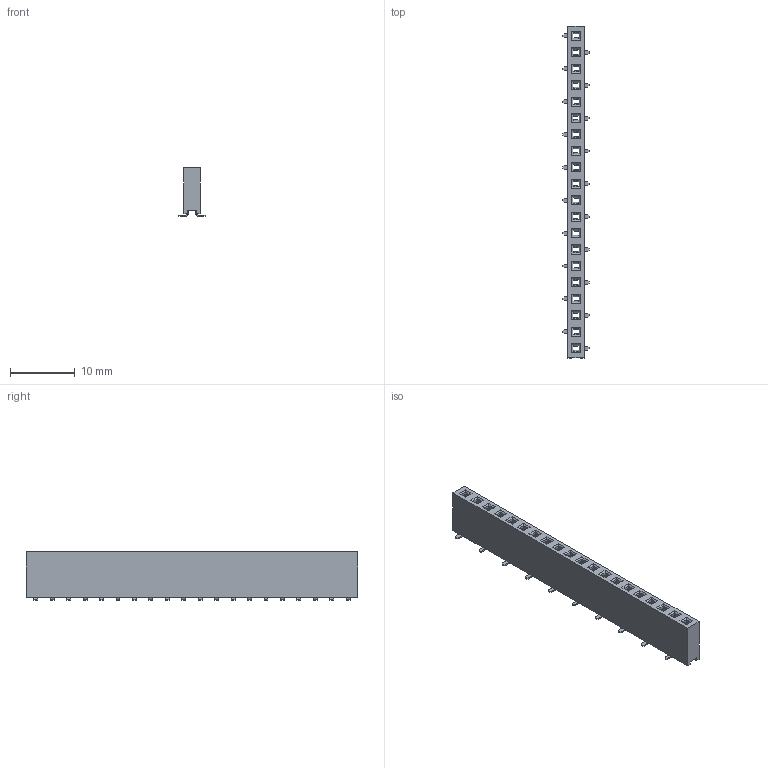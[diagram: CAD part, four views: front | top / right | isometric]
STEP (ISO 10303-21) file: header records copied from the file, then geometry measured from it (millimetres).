
FILE_DESCRIPTION(/* description */ ('Unknown'),/* implementation_level */ '2;1');
FILE_NAME(/* name */ 'J_Wurth_WR-PHD_61002013321',/* time_stamp */ '2025-04-22T10:01:38+08:00',/* author */ ('Unknown'),/* organization */ ('Unknown'),/* preprocessor_version */ 'ST-DEVELOPER v19.4',/* originating_system */ 'Solid Edge',/* authorisation */ 'Unknown');
FILE_SCHEMA (('AUTOMOTIVE_DESIGN {1 0 10303 214 3 1 1}'));
Length unit declared in the file: millimetre
Products named in the file (2): J_Wurth_WR-PHD_61002013321
Assembly tree (1 placements, depth 2):
  J_Wurth_WR-PHD_61002013321
    J_Wurth_WR-PHD_61002013321
Bounding box: 4.05 x 51.3 x 7.51 mm (x, y, z)
Volume: 586.6 mm3; surface area: 2783.9 mm2
Topology: 21 solids, 21 shells, 1610 faces, 4384 edges, 2816 vertices
Faces by surface type: plane 1050, cylinder 560
Entity records: 50798 total; most frequent: CARTESIAN_POINT 9772, ORIENTED_EDGE 8768, DIRECTION 8248, EDGE_CURVE 4384, LINE 3104, VECTOR 3104, VERTEX_POINT 2816, AXIS2_PLACEMENT_3D 2572
